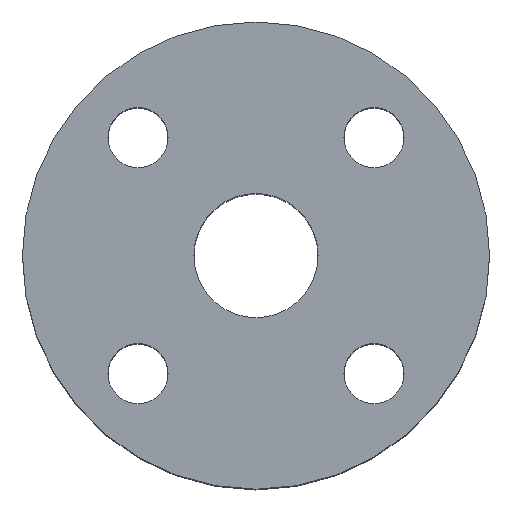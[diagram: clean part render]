
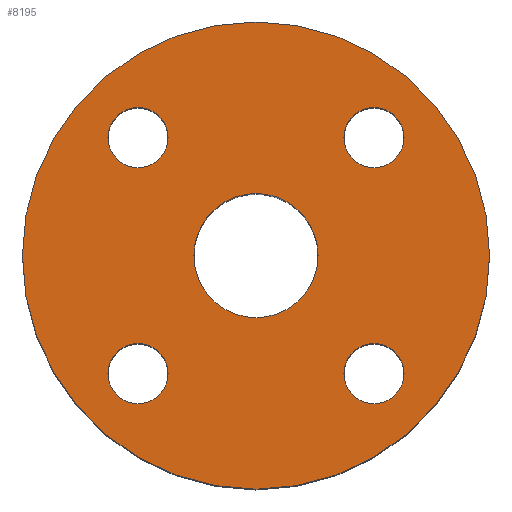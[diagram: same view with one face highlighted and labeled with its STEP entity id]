
A CAD part, top view. The second image highlights one B-rep face of the part: STEP entity #8195.
In plain terms, the highlighted planar face has unit normal (0, 0, 1).
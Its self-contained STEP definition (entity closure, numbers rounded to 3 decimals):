
#186 = DIRECTION ( 'NONE',  ( 0., 1., 0. ) ) ;
#324 = AXIS2_PLACEMENT_3D ( 'NONE', #23768, #16595, #14383 ) ;
#647 = DIRECTION ( 'NONE',  ( 1., 0., 0. ) ) ;
#1159 = ORIENTED_EDGE ( 'NONE', *, *, #3431, .T. ) ;
#1228 = CARTESIAN_POINT ( 'NONE',  ( 0., 0., 0. ) ) ;
#1258 = ORIENTED_EDGE ( 'NONE', *, *, #6912, .F. ) ;
#1294 = DIRECTION ( 'NONE',  ( -1., 0., 0. ) ) ;
#1460 = CARTESIAN_POINT ( 'NONE',  ( -44.355, 35.355, 0. ) ) ;
#2626 = AXIS2_PLACEMENT_3D ( 'NONE', #28250, #5584, #1294 ) ;
#2941 = ORIENTED_EDGE ( 'NONE', *, *, #9606, .F. ) ;
#3101 = VERTEX_POINT ( 'NONE', #14694 ) ;
#3431 = EDGE_CURVE ( 'NONE', #3101, #12138, #7427, .T. ) ;
#3573 = CARTESIAN_POINT ( 'NONE',  ( -35.355, 35.355, 0. ) ) ;
#3806 = FACE_BOUND ( 'NONE', #5475, .T. ) ;
#3901 = CARTESIAN_POINT ( 'NONE',  ( 18.6, 0., 0. ) ) ;
#4008 = EDGE_LOOP ( 'NONE', ( #26010, #10006 ) ) ;
#4110 = DIRECTION ( 'NONE',  ( -1., 0., 0. ) ) ;
#4280 = AXIS2_PLACEMENT_3D ( 'NONE', #19734, #26340, #4110 ) ;
#5209 = CARTESIAN_POINT ( 'NONE',  ( 26.355, 35.355, 0. ) ) ;
#5475 = EDGE_LOOP ( 'NONE', ( #1258, #28924 ) ) ;
#5540 = CARTESIAN_POINT ( 'NONE',  ( 0., 0., 0. ) ) ;
#5584 = DIRECTION ( 'NONE',  ( 0., 0., -1. ) ) ;
#5658 = VERTEX_POINT ( 'NONE', #1460 ) ;
#5694 = DIRECTION ( 'NONE',  ( 1., 0., 0. ) ) ;
#6168 = CARTESIAN_POINT ( 'NONE',  ( 0., 0., 0. ) ) ;
#6398 = EDGE_LOOP ( 'NONE', ( #14266, #1159 ) ) ;
#6403 = VERTEX_POINT ( 'NONE', #5209 ) ;
#6912 = EDGE_CURVE ( 'NONE', #28415, #7995, #22513, .T. ) ;
#7121 = EDGE_CURVE ( 'NONE', #5658, #13808, #17220, .T. ) ;
#7140 = CARTESIAN_POINT ( 'NONE',  ( 35.355, -35.355, 0. ) ) ;
#7427 = CIRCLE ( 'NONE', #15448, 70. ) ;
#7555 = DIRECTION ( 'NONE',  ( 0., 0., 1. ) ) ;
#7791 = FACE_BOUND ( 'NONE', #17116, .T. ) ;
#7995 = VERTEX_POINT ( 'NONE', #14687 ) ;
#8087 = FACE_BOUND ( 'NONE', #13053, .T. ) ;
#8195 = ADVANCED_FACE ( 'NONE', ( #7791, #8087, #21623, #12500, #3806, #25736 ), #26172, .F. ) ;
#8348 = CARTESIAN_POINT ( 'NONE',  ( 35.355, 35.355, 0. ) ) ;
#8731 = CARTESIAN_POINT ( 'NONE',  ( -26.355, -35.355, 0. ) ) ;
#8851 = VERTEX_POINT ( 'NONE', #8731 ) ;
#9482 = CARTESIAN_POINT ( 'NONE',  ( -35.355, 35.355, 0. ) ) ;
#9606 = EDGE_CURVE ( 'NONE', #13260, #22661, #25684, .T. ) ;
#10006 = ORIENTED_EDGE ( 'NONE', *, *, #28100, .F. ) ;
#10105 = DIRECTION ( 'NONE',  ( 0., 0., 1. ) ) ;
#10355 = DIRECTION ( 'NONE',  ( 0., 1., 0. ) ) ;
#10619 = CARTESIAN_POINT ( 'NONE',  ( -44.355, -35.355, 0. ) ) ;
#11232 = CIRCLE ( 'NONE', #27694, 70. ) ;
#11533 = ORIENTED_EDGE ( 'NONE', *, *, #28698, .F. ) ;
#11540 = DIRECTION ( 'NONE',  ( 0., 0., 1. ) ) ;
#11703 = DIRECTION ( 'NONE',  ( 0., -1., 0. ) ) ;
#12102 = VERTEX_POINT ( 'NONE', #18671 ) ;
#12138 = VERTEX_POINT ( 'NONE', #25567 ) ;
#12294 = CIRCLE ( 'NONE', #28728, 9. ) ;
#12500 = FACE_BOUND ( 'NONE', #4008, .T. ) ;
#12560 = DIRECTION ( 'NONE',  ( 0., 0., 1. ) ) ;
#12561 = CIRCLE ( 'NONE', #324, 9. ) ;
#12656 = EDGE_CURVE ( 'NONE', #8851, #12801, #18238, .T. ) ;
#12780 = CARTESIAN_POINT ( 'NONE',  ( 35.355, 35.355, 0. ) ) ;
#12801 = VERTEX_POINT ( 'NONE', #10619 ) ;
#12894 = DIRECTION ( 'NONE',  ( 0., 0., 1. ) ) ;
#12999 = AXIS2_PLACEMENT_3D ( 'NONE', #7140, #20980, #11703 ) ;
#13053 = EDGE_LOOP ( 'NONE', ( #13588, #22540 ) ) ;
#13260 = VERTEX_POINT ( 'NONE', #21379 ) ;
#13588 = ORIENTED_EDGE ( 'NONE', *, *, #12656, .F. ) ;
#13808 = VERTEX_POINT ( 'NONE', #23558 ) ;
#14192 = CIRCLE ( 'NONE', #23570, 9. ) ;
#14266 = ORIENTED_EDGE ( 'NONE', *, *, #20785, .T. ) ;
#14383 = DIRECTION ( 'NONE',  ( 0., -1., 0. ) ) ;
#14687 = CARTESIAN_POINT ( 'NONE',  ( -18.6, 0., 0. ) ) ;
#14694 = CARTESIAN_POINT ( 'NONE',  ( -70., 0., 0. ) ) ;
#15035 = EDGE_CURVE ( 'NONE', #22661, #13260, #12561, .T. ) ;
#15157 = DIRECTION ( 'NONE',  ( 0., 0., 1. ) ) ;
#15448 = AXIS2_PLACEMENT_3D ( 'NONE', #1228, #20843, #647 ) ;
#15554 = CIRCLE ( 'NONE', #25408, 9. ) ;
#15807 = EDGE_LOOP ( 'NONE', ( #11533, #27856 ) ) ;
#16595 = DIRECTION ( 'NONE',  ( 0., 0., 1. ) ) ;
#17037 = DIRECTION ( 'NONE',  ( 1., 0., 0. ) ) ;
#17116 = EDGE_LOOP ( 'NONE', ( #24334, #2941 ) ) ;
#17201 = DIRECTION ( 'NONE',  ( 0., 0., 1. ) ) ;
#17220 = CIRCLE ( 'NONE', #23769, 9. ) ;
#17324 = CARTESIAN_POINT ( 'NONE',  ( 0., 0., 0. ) ) ;
#17336 = DIRECTION ( 'NONE',  ( 0., 0., 1. ) ) ;
#17649 = DIRECTION ( 'NONE',  ( 1., 0., 0. ) ) ;
#17844 = AXIS2_PLACEMENT_3D ( 'NONE', #17324, #12894, #17037 ) ;
#18238 = CIRCLE ( 'NONE', #23401, 9. ) ;
#18671 = CARTESIAN_POINT ( 'NONE',  ( 44.355, 35.355, 0. ) ) ;
#19734 = CARTESIAN_POINT ( 'NONE',  ( -35.355, -35.355, 0. ) ) ;
#19794 = CIRCLE ( 'NONE', #4280, 9. ) ;
#20230 = EDGE_CURVE ( 'NONE', #7995, #28415, #26270, .T. ) ;
#20785 = EDGE_CURVE ( 'NONE', #12138, #3101, #11232, .T. ) ;
#20843 = DIRECTION ( 'NONE',  ( 0., 0., 1. ) ) ;
#20980 = DIRECTION ( 'NONE',  ( 0., 0., 1. ) ) ;
#21379 = CARTESIAN_POINT ( 'NONE',  ( 26.355, -35.355, 0. ) ) ;
#21623 = FACE_BOUND ( 'NONE', #15807, .T. ) ;
#21885 = CARTESIAN_POINT ( 'NONE',  ( 44.355, -35.355, 0. ) ) ;
#22513 = CIRCLE ( 'NONE', #26755, 18.6 ) ;
#22540 = ORIENTED_EDGE ( 'NONE', *, *, #26882, .F. ) ;
#22661 = VERTEX_POINT ( 'NONE', #21885 ) ;
#23401 = AXIS2_PLACEMENT_3D ( 'NONE', #25789, #7555, #23439 ) ;
#23439 = DIRECTION ( 'NONE',  ( -1., 0., 0. ) ) ;
#23558 = CARTESIAN_POINT ( 'NONE',  ( -26.355, 35.355, 0. ) ) ;
#23570 = AXIS2_PLACEMENT_3D ( 'NONE', #12780, #17201, #26160 ) ;
#23768 = CARTESIAN_POINT ( 'NONE',  ( 35.355, -35.355, 0. ) ) ;
#23769 = AXIS2_PLACEMENT_3D ( 'NONE', #9482, #11540, #186 ) ;
#24334 = ORIENTED_EDGE ( 'NONE', *, *, #15035, .F. ) ;
#25262 = EDGE_CURVE ( 'NONE', #12102, #6403, #15554, .T. ) ;
#25408 = AXIS2_PLACEMENT_3D ( 'NONE', #8348, #17336, #26295 ) ;
#25567 = CARTESIAN_POINT ( 'NONE',  ( 70., 0., 0. ) ) ;
#25684 = CIRCLE ( 'NONE', #12999, 9. ) ;
#25736 = FACE_OUTER_BOUND ( 'NONE', #6398, .T. ) ;
#25789 = CARTESIAN_POINT ( 'NONE',  ( -35.355, -35.355, 0. ) ) ;
#26010 = ORIENTED_EDGE ( 'NONE', *, *, #25262, .F. ) ;
#26160 = DIRECTION ( 'NONE',  ( 1., 0., 0. ) ) ;
#26172 = PLANE ( 'NONE',  #2626 ) ;
#26270 = CIRCLE ( 'NONE', #17844, 18.6 ) ;
#26295 = DIRECTION ( 'NONE',  ( 1., 0., 0. ) ) ;
#26340 = DIRECTION ( 'NONE',  ( 0., 0., 1. ) ) ;
#26755 = AXIS2_PLACEMENT_3D ( 'NONE', #5540, #10105, #5694 ) ;
#26882 = EDGE_CURVE ( 'NONE', #12801, #8851, #19794, .T. ) ;
#27694 = AXIS2_PLACEMENT_3D ( 'NONE', #6168, #15157, #17649 ) ;
#27856 = ORIENTED_EDGE ( 'NONE', *, *, #7121, .F. ) ;
#28100 = EDGE_CURVE ( 'NONE', #6403, #12102, #14192, .T. ) ;
#28250 = CARTESIAN_POINT ( 'NONE',  ( 0., 18.6, 0. ) ) ;
#28415 = VERTEX_POINT ( 'NONE', #3901 ) ;
#28698 = EDGE_CURVE ( 'NONE', #13808, #5658, #12294, .T. ) ;
#28728 = AXIS2_PLACEMENT_3D ( 'NONE', #3573, #12560, #10355 ) ;
#28924 = ORIENTED_EDGE ( 'NONE', *, *, #20230, .F. ) ;
